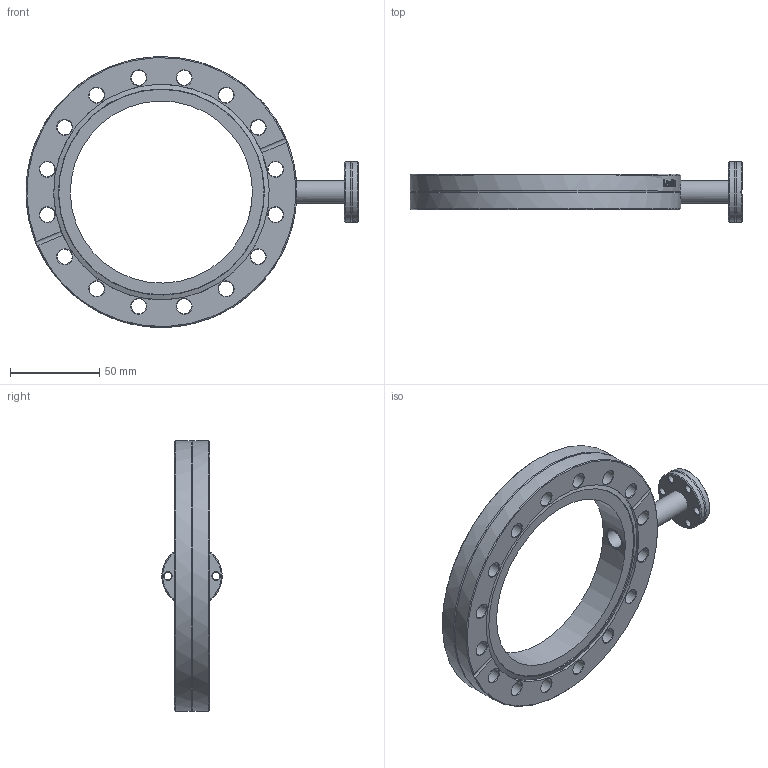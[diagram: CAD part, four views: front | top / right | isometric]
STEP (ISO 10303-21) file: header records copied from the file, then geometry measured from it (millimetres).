
FILE_DESCRIPTION(/* description */ (''),/* implementation_level */ '2;1');
FILE_NAME(/* name */ 'FL-DS100-SP16CF.stp',/* time_stamp */ '2020-11-26T08:19:13+00:00',/* author */ ('Paul'),/* organization */ (''),/* preprocessor_version */ 'ST-DEVELOPER v18.1',/* originating_system */ 'Autodesk Inventor 2021',/* authorisation */ '');
FILE_SCHEMA (('AUTOMOTIVE_DESIGN { 1 0 10303 214 3 1 1 }'));
Length unit declared in the file: millimetre
Products named in the file (4): FL-DS100-SP16CF; FL-DS100-102 bored for side tube; tube; FL-16CF
Assembly tree (3 placements, depth 2):
  FL-DS100-SP16CF
    FL-DS100-102 bored for side tube
    tube
    FL-16CF
Bounding box: 185.77 x 33.8 x 151.54 mm (x, y, z)
Volume: 174147.4 mm3; surface area: 50947.8 mm2
Topology: 3 solids, 3 shells, 293 faces, 799 edges, 526 vertices
Faces by surface type: bspline 94, plane 83, cylinder 57, cone 57, torus 2
Full cylindrical faces by diameter (mm): 4.4 x6, 8.4 x16, 10.9 x1, 12.7 x3, 21.4 x1, 33.8 x2, 101.9 x1, 120.6 x2, 151.6 x2
Entity records: 23579 total; most frequent: CARTESIAN_POINT 16434, ORIENTED_EDGE 1598, DIRECTION 1197, EDGE_CURVE 799, VERTEX_POINT 526, AXIS2_PLACEMENT_3D 448, EDGE_LOOP 359, LINE 301
